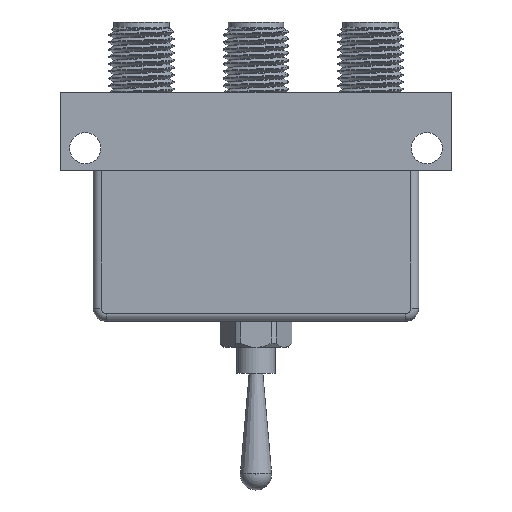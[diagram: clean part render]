
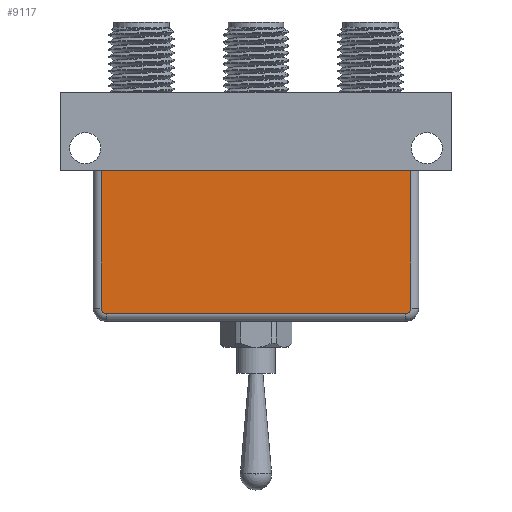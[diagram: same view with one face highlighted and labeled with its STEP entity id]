
A CAD part, front view. The second image highlights one B-rep face of the part: STEP entity #9117.
In plain terms, the highlighted planar face has unit normal (0, -1, 0).
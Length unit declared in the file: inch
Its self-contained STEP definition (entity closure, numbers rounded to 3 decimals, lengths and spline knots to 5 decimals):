
#64 = DIRECTION ( 'NONE',  ( 0., 0., -1. ) ) ;
#513 = ORIENTED_EDGE ( 'NONE', *, *, #2599, .T. ) ;
#1798 = EDGE_CURVE ( 'NONE', #14017, #11793, #40587, .T. ) ;
#2599 = EDGE_CURVE ( 'NONE', #11793, #24383, #31448, .T. ) ;
#3535 = DIRECTION ( 'NONE',  ( 0., 0., 1. ) ) ;
#5859 = EDGE_LOOP ( 'NONE', ( #35261, #29823, #26201, #8687, #30262, #513 ) ) ;
#8687 = ORIENTED_EDGE ( 'NONE', *, *, #39415, .T. ) ;
#8955 = EDGE_CURVE ( 'NONE', #24383, #35246, #38778, .T. ) ;
#9005 = CARTESIAN_POINT ( 'NONE',  ( 0.575, -0.25, -0.41 ) ) ;
#9117 = ADVANCED_FACE ( 'NONE', ( #16467 ), #15897, .T. ) ;
#9672 = CARTESIAN_POINT ( 'NONE',  ( 0.595, -0.25, 0.14 ) ) ;
#9803 = CARTESIAN_POINT ( 'NONE',  ( 0.575, -0.25, -0.41 ) ) ;
#11793 = VERTEX_POINT ( 'NONE', #13821 ) ;
#11895 = AXIS2_PLACEMENT_3D ( 'NONE', #40078, #20259, #23654 ) ;
#12220 = LINE ( 'NONE', #25076, #35013 ) ;
#13821 = CARTESIAN_POINT ( 'NONE',  ( 0.595, -0.25, -0.39 ) ) ;
#14017 = VERTEX_POINT ( 'NONE', #9803 ) ;
#14125 = DIRECTION ( 'NONE',  ( 0., -1., 0. ) ) ;
#14227 = VECTOR ( 'NONE', #3535, 39.37008 ) ;
#14266 = DIRECTION ( 'NONE',  ( 0., 0., -1. ) ) ;
#15897 = PLANE ( 'NONE',  #22846 ) ;
#16307 = DIRECTION ( 'NONE',  ( 0., -1., 0. ) ) ;
#16467 = FACE_OUTER_BOUND ( 'NONE', #5859, .T. ) ;
#16834 = VECTOR ( 'NONE', #21328, 39.37008 ) ;
#17097 = EDGE_CURVE ( 'NONE', #38564, #21557, #20589, .T. ) ;
#17482 = CARTESIAN_POINT ( 'NONE',  ( 0., -0.25, 0.14 ) ) ;
#17856 = LINE ( 'NONE', #9005, #16834 ) ;
#20259 = DIRECTION ( 'NONE',  ( 0., -1., 0. ) ) ;
#20589 = CIRCLE ( 'NONE', #40370, 0.02 ) ;
#21328 = DIRECTION ( 'NONE',  ( 1., 0., 0. ) ) ;
#21557 = VERTEX_POINT ( 'NONE', #35969 ) ;
#22846 = AXIS2_PLACEMENT_3D ( 'NONE', #38830, #16307, #64 ) ;
#23654 = DIRECTION ( 'NONE',  ( 0., 0., -1. ) ) ;
#24383 = VERTEX_POINT ( 'NONE', #9672 ) ;
#25076 = CARTESIAN_POINT ( 'NONE',  ( -0.595, -0.25, -0.39 ) ) ;
#26201 = ORIENTED_EDGE ( 'NONE', *, *, #17097, .T. ) ;
#28934 = DIRECTION ( 'NONE',  ( -1., 0., 0. ) ) ;
#29419 = CARTESIAN_POINT ( 'NONE',  ( -0.595, -0.25, 0.14 ) ) ;
#29823 = ORIENTED_EDGE ( 'NONE', *, *, #30377, .T. ) ;
#30262 = ORIENTED_EDGE ( 'NONE', *, *, #1798, .T. ) ;
#30377 = EDGE_CURVE ( 'NONE', #35246, #38564, #12220, .T. ) ;
#31448 = LINE ( 'NONE', #32557, #14227 ) ;
#31607 = CARTESIAN_POINT ( 'NONE',  ( -0.595, -0.25, -0.39 ) ) ;
#32557 = CARTESIAN_POINT ( 'NONE',  ( 0.595, -0.25, 0.14 ) ) ;
#34416 = DIRECTION ( 'NONE',  ( 0., 0., -1. ) ) ;
#35013 = VECTOR ( 'NONE', #34416, 39.37008 ) ;
#35246 = VERTEX_POINT ( 'NONE', #29419 ) ;
#35247 = VECTOR ( 'NONE', #28934, 39.37008 ) ;
#35261 = ORIENTED_EDGE ( 'NONE', *, *, #8955, .T. ) ;
#35969 = CARTESIAN_POINT ( 'NONE',  ( -0.575, -0.25, -0.41 ) ) ;
#38564 = VERTEX_POINT ( 'NONE', #31607 ) ;
#38778 = LINE ( 'NONE', #17482, #35247 ) ;
#38830 = CARTESIAN_POINT ( 'NONE',  ( 0., -0.25, 0. ) ) ;
#39415 = EDGE_CURVE ( 'NONE', #21557, #14017, #17856, .T. ) ;
#40078 = CARTESIAN_POINT ( 'NONE',  ( 0.575, -0.25, -0.39 ) ) ;
#40175 = CARTESIAN_POINT ( 'NONE',  ( -0.575, -0.25, -0.39 ) ) ;
#40370 = AXIS2_PLACEMENT_3D ( 'NONE', #40175, #14125, #14266 ) ;
#40587 = CIRCLE ( 'NONE', #11895, 0.02 ) ;
